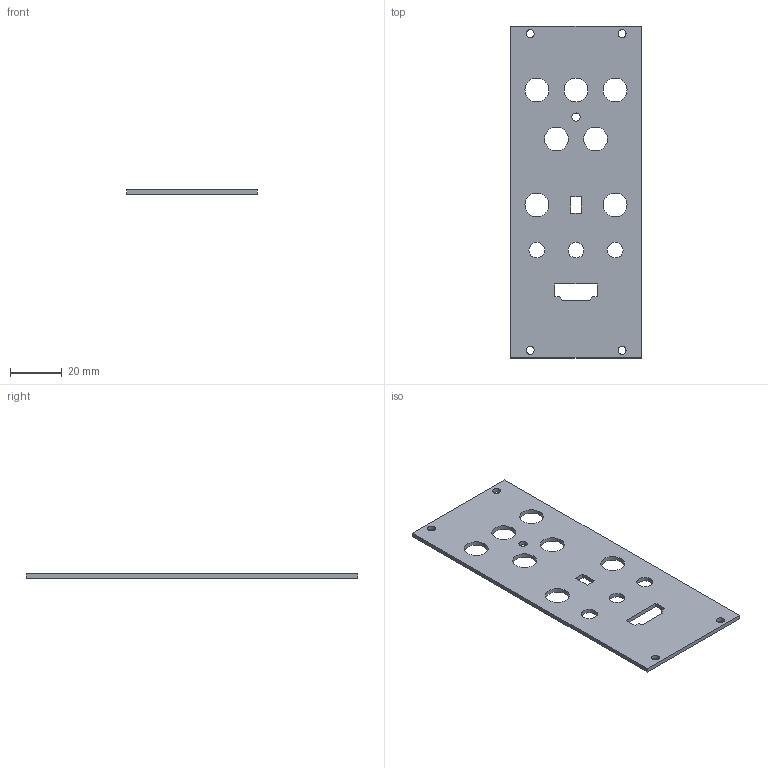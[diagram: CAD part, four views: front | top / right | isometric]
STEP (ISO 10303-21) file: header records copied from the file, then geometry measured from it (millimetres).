
FILE_DESCRIPTION(('KiCad electronic assembly'),'2;1');
FILE_NAME('tegra_projectm_panel.step','2024-07-17T08:30:34',('Pcbnew'),( 'Kicad'),'Open CASCADE STEP processor 7.7','KiCad to STEP converter' ,'Unknown');
FILE_SCHEMA(('AUTOMOTIVE_DESIGN { 1 0 10303 214 1 1 1 1 }'));
Length unit declared in the file: millimetre
Products named in the file (2): tegra_projectm_panel 1; tegra_projectm_panel PCB
Assembly tree (1 placements, depth 2):
  tegra_projectm_panel 1
    tegra_projectm_panel PCB
Bounding box: 50.5 x 128.5 x 1.6 mm (x, y, z)
Volume: 9239 mm3; surface area: 12719.3 mm2
Topology: 1 solids, 1 shells, 33 faces, 93 edges, 62 vertices
Faces by surface type: plane 18, cylinder 15
Full cylindrical faces by diameter (mm): 3.1 x4, 3.2 x1, 6.1 x3, 9.2 x7
Entity records: 2493 total; most frequent: CARTESIAN_POINT 556, DIRECTION 349, LINE 219, VECTOR 219, ORIENTED_EDGE 186, PCURVE 186, DEFINITIONAL_REPRESENTATION 186, EDGE_CURVE 93
